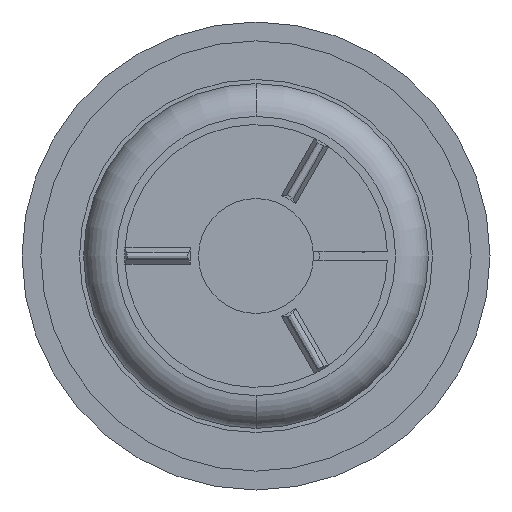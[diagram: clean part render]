
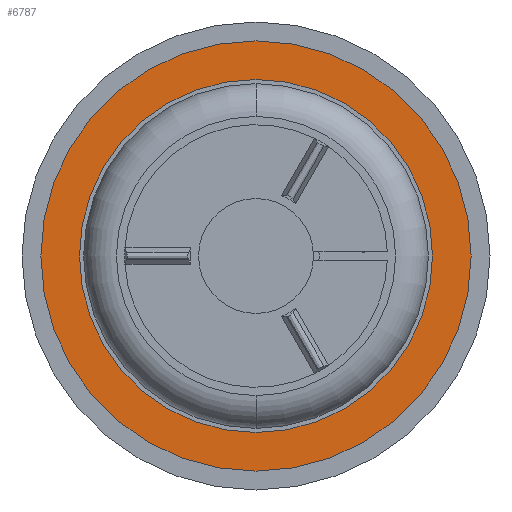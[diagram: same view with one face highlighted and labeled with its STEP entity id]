
A CAD part, front view. The second image highlights one B-rep face of the part: STEP entity #6787.
In plain terms, the highlighted planar face has unit normal (0, -1, 0).
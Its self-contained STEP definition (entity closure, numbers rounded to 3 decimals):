
#464 = CIRCLE ( 'NONE', #7625, 13.1 ) ;
#1772 = CARTESIAN_POINT ( 'NONE',  ( 0., -17.5, 0. ) ) ;
#1868 = FACE_OUTER_BOUND ( 'NONE', #6219, .T. ) ;
#2330 = CIRCLE ( 'NONE', #8897, 10.1 ) ;
#2479 = CARTESIAN_POINT ( 'NONE',  ( 0., -17.5, 0. ) ) ;
#2522 = VERTEX_POINT ( 'NONE', #5020 ) ;
#2605 = VERTEX_POINT ( 'NONE', #5484 ) ;
#2774 = DIRECTION ( 'NONE',  ( 0., -1., 0. ) ) ;
#2972 = DIRECTION ( 'NONE',  ( 0., 0., -1. ) ) ;
#3325 = ORIENTED_EDGE ( 'NONE', *, *, #12262, .F. ) ;
#3484 = CARTESIAN_POINT ( 'NONE',  ( 0., -17.5, 0. ) ) ;
#3788 = DIRECTION ( 'NONE',  ( 0., 0., 1. ) ) ;
#4615 = ORIENTED_EDGE ( 'NONE', *, *, #9277, .F. ) ;
#4872 = CIRCLE ( 'NONE', #12038, 13.1 ) ;
#5020 = CARTESIAN_POINT ( 'NONE',  ( 0., -17.5, -13.1 ) ) ;
#5176 = CARTESIAN_POINT ( 'NONE',  ( 0., -17.5, 0. ) ) ;
#5484 = CARTESIAN_POINT ( 'NONE',  ( 0., -17.5, 13.1 ) ) ;
#5784 = EDGE_LOOP ( 'NONE', ( #6515, #12215 ) ) ;
#6219 = EDGE_LOOP ( 'NONE', ( #3325, #4615 ) ) ;
#6363 = DIRECTION ( 'NONE',  ( 0., 0., 1. ) ) ;
#6515 = ORIENTED_EDGE ( 'NONE', *, *, #8344, .T. ) ;
#6787 = ADVANCED_FACE ( 'NONE', ( #12660, #1868 ), #6816, .T. ) ;
#6816 = PLANE ( 'NONE',  #7867 ) ;
#7124 = DIRECTION ( 'NONE',  ( 0., 0., 1. ) ) ;
#7267 = EDGE_CURVE ( 'NONE', #11875, #10770, #2330, .T. ) ;
#7625 = AXIS2_PLACEMENT_3D ( 'NONE', #2479, #10971, #7124 ) ;
#7867 = AXIS2_PLACEMENT_3D ( 'NONE', #10670, #2774, #2972 ) ;
#8344 = EDGE_CURVE ( 'NONE', #10770, #11875, #8949, .T. ) ;
#8897 = AXIS2_PLACEMENT_3D ( 'NONE', #1772, #10512, #3788 ) ;
#8949 = CIRCLE ( 'NONE', #10796, 10.1 ) ;
#9277 = EDGE_CURVE ( 'NONE', #2522, #2605, #464, .T. ) ;
#9803 = DIRECTION ( 'NONE',  ( 0., 0., 1. ) ) ;
#9928 = DIRECTION ( 'NONE',  ( 0., 1., 0. ) ) ;
#10512 = DIRECTION ( 'NONE',  ( 0., 1., 0. ) ) ;
#10670 = CARTESIAN_POINT ( 'NONE',  ( 13.1, -17.5, 0. ) ) ;
#10770 = VERTEX_POINT ( 'NONE', #10833 ) ;
#10796 = AXIS2_PLACEMENT_3D ( 'NONE', #5176, #9928, #9803 ) ;
#10833 = CARTESIAN_POINT ( 'NONE',  ( 0., -17.5, 10.1 ) ) ;
#10971 = DIRECTION ( 'NONE',  ( 0., 1., 0. ) ) ;
#11097 = DIRECTION ( 'NONE',  ( 0., 1., 0. ) ) ;
#11875 = VERTEX_POINT ( 'NONE', #12577 ) ;
#12038 = AXIS2_PLACEMENT_3D ( 'NONE', #3484, #11097, #6363 ) ;
#12215 = ORIENTED_EDGE ( 'NONE', *, *, #7267, .T. ) ;
#12262 = EDGE_CURVE ( 'NONE', #2605, #2522, #4872, .T. ) ;
#12577 = CARTESIAN_POINT ( 'NONE',  ( 0., -17.5, -10.1 ) ) ;
#12660 = FACE_BOUND ( 'NONE', #5784, .T. ) ;
